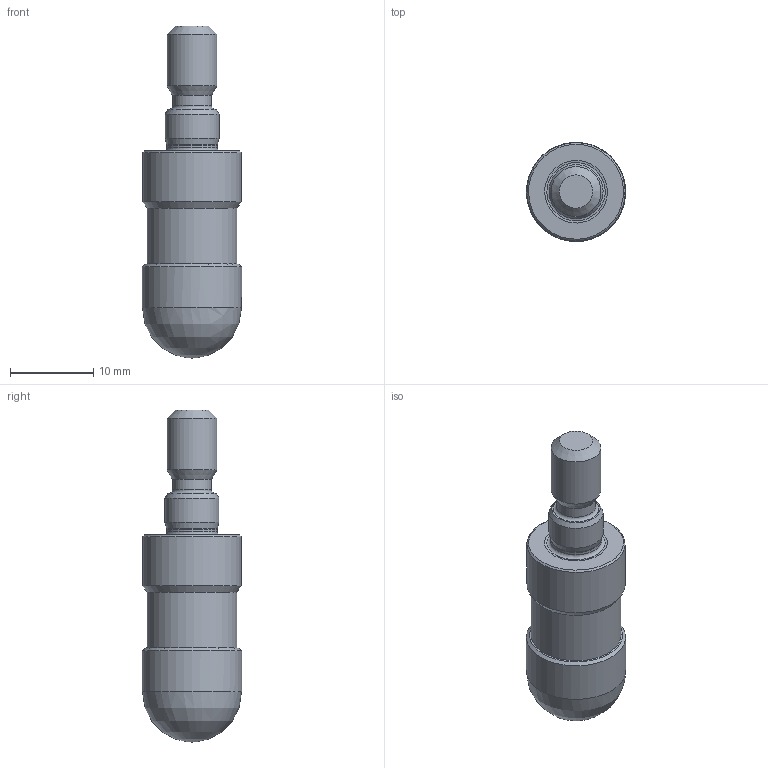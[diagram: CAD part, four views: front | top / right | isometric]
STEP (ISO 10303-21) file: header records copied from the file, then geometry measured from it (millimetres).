
FILE_DESCRIPTION(/* description */ (''),/* implementation_level */ '2;1');
FILE_NAME(/* name */ '12L2R025M06-SZP12_115009061ndi000_00-SIM.stp',/* time_stamp */ '2020-01-14T10:44:17+01:00',/* author */ (''),/* organization */ (''),/* preprocessor_version */ 'ST-DEVELOPER v16.7',/* originating_system */ 'SIEMENS PLM Software NX 12.0',/* authorisation */ '');
FILE_SCHEMA (('AUTOMOTIVE_DESIGN { 1 0 10303 214 3 1 1 1 }'));
Length unit declared in the file: millimetre
Products named in the file (1): hm15442C0F1633kw
Bounding box: 11.92 x 11.92 x 39.88 mm (x, y, z)
Volume: 3483.7 mm3; surface area: 1815.1 mm2
Topology: 2 solids, 2 shells, 34 faces, 77 edges, 48 vertices
Faces by surface type: cone 12, revolution 7, cylinder 6, plane 4, torus 3, sphere 2
Full cylindrical faces by diameter (mm): 4.68 x1, 6 x1, 6.1 x1, 6.5 x1, 10.8 x1, 11.8 x1
Entity records: 742 total; most frequent: DIRECTION 136, CARTESIAN_POINT 114, EDGE_LOOP 66, ORIENTED_EDGE 66, FACE_BOUND 64, AXIS2_PLACEMENT_3D 62, ADVANCED_FACE 34, CIRCLE 34
